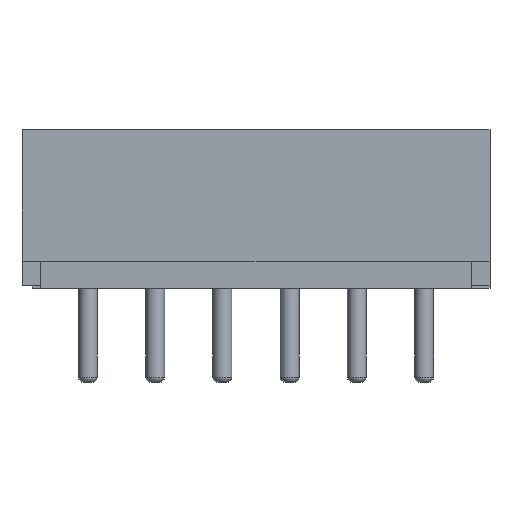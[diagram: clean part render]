
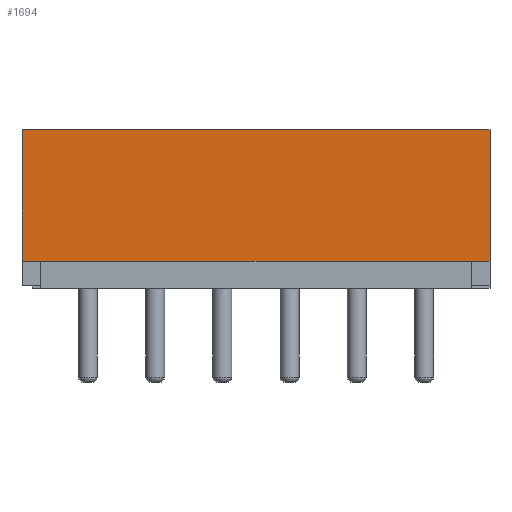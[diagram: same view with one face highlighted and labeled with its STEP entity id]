
A CAD part, top view. The second image highlights one B-rep face of the part: STEP entity #1694.
In plain terms, the highlighted planar face has unit normal (0, 0, 1).
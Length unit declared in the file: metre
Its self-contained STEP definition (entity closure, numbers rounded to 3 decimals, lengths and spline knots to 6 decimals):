
#228=FACE_OUTER_BOUND('',#339,.T.);
#339=EDGE_LOOP('',(#1494,#1495,#1496,#1497));
#476=LINE('',#2952,#655);
#481=LINE('',#2962,#660);
#495=LINE('',#3017,#674);
#517=LINE('',#3060,#696);
#655=VECTOR('',#2174,1.);
#660=VECTOR('',#2181,1.);
#674=VECTOR('',#2217,1.);
#696=VECTOR('',#2265,1.);
#827=VERTEX_POINT('',#2948);
#829=VERTEX_POINT('',#2951);
#832=VERTEX_POINT('',#2959);
#833=VERTEX_POINT('',#2961);
#1020=EDGE_CURVE('',#829,#827,#476,.T.);
#1025=EDGE_CURVE('',#832,#833,#481,.T.);
#1041=EDGE_CURVE('',#832,#829,#495,.T.);
#1065=EDGE_CURVE('',#833,#827,#517,.T.);
#1494=ORIENTED_EDGE('',*,*,#1020,.T.);
#1495=ORIENTED_EDGE('',*,*,#1065,.F.);
#1496=ORIENTED_EDGE('',*,*,#1025,.F.);
#1497=ORIENTED_EDGE('',*,*,#1041,.T.);
#1597=PLANE('',#1843);
#1694=ADVANCED_FACE('',(#228),#1597,.T.);
#1843=AXIS2_PLACEMENT_3D('',#3071,#2284,#2285);
#2174=DIRECTION('',(0.,1.,0.));
#2181=DIRECTION('',(0.,1.,0.));
#2217=DIRECTION('',(1.,0.,0.));
#2265=DIRECTION('',(1.,0.,0.));
#2284=DIRECTION('center_axis',(0.,0.,1.));
#2285=DIRECTION('ref_axis',(1.,0.,0.));
#2948=CARTESIAN_POINT('',(0.0087,0.00295,0.00247));
#2951=CARTESIAN_POINT('',(0.0087,-0.00195,0.00247));
#2952=CARTESIAN_POINT('',(0.0087,-0.00195,0.00247));
#2959=CARTESIAN_POINT('',(-0.0087,-0.00195,0.00247));
#2961=CARTESIAN_POINT('',(-0.0087,0.00295,0.00247));
#2962=CARTESIAN_POINT('',(-0.0087,-0.00195,0.00247));
#3017=CARTESIAN_POINT('',(-0.0087,-0.00195,0.00247));
#3060=CARTESIAN_POINT('',(-0.0087,0.00295,0.00247));
#3071=CARTESIAN_POINT('Origin',(-0.0087,-0.00295,0.00247));
